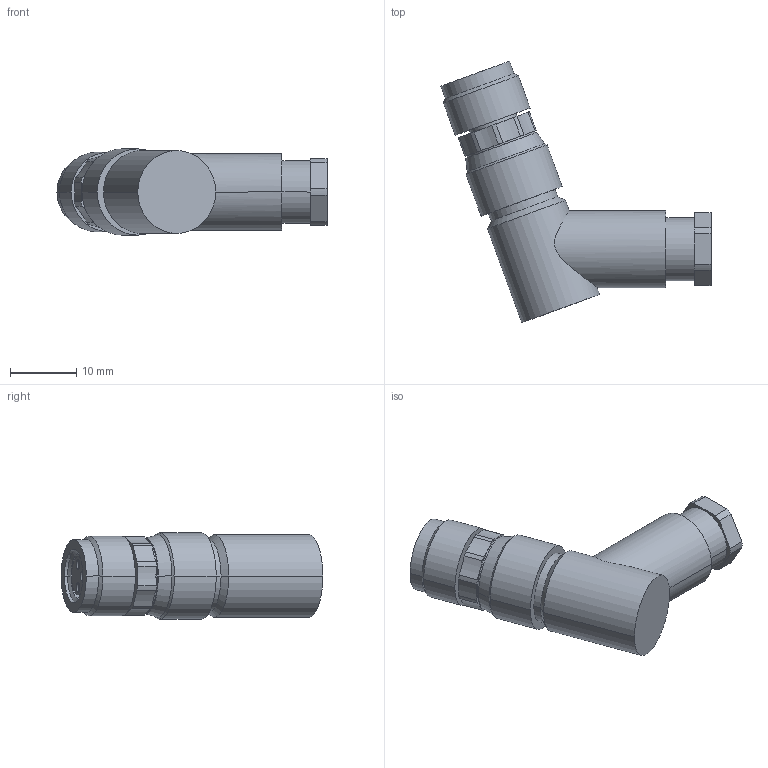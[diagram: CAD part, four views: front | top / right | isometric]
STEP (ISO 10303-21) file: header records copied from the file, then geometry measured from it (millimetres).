
FILE_DESCRIPTION(/* description */ ('Alibre Inc.'),/* implementation_level */ '2;1');
FILE_NAME(/* name */ 'export-824739DE-C3D2-436F-8A19-7465020A47E0',/* time_stamp */ '2020-08-06T11:44:35+02:00',/* author */ (''),/* organization */ (''),/* preprocessor_version */ 'ST-DEVELOPER v17',/* originating_system */ 'Alibre',/* authorisation */ '');
FILE_SCHEMA (('AUTOMOTIVE_DESIGN'));
Length unit declared in the file: millimetre
Products named in the file (2): 1407582_SACC_M_8FR_3CON_M_SW-select
Bounding box: 40.74 x 39.45 x 13 mm (x, y, z)
Volume: 6216.8 mm3; surface area: 2834.6 mm2
Topology: 1 solids, 1 shells, 99 faces, 234 edges, 148 vertices
Faces by surface type: cylinder 58, plane 25, cone 16
Entity records: 3056 total; most frequent: CARTESIAN_POINT 617, DIRECTION 537, ORIENTED_EDGE 468, EDGE_CURVE 234, AXIS2_PLACEMENT_3D 230, VERTEX_POINT 148, CIRCLE 129, EDGE_LOOP 110
